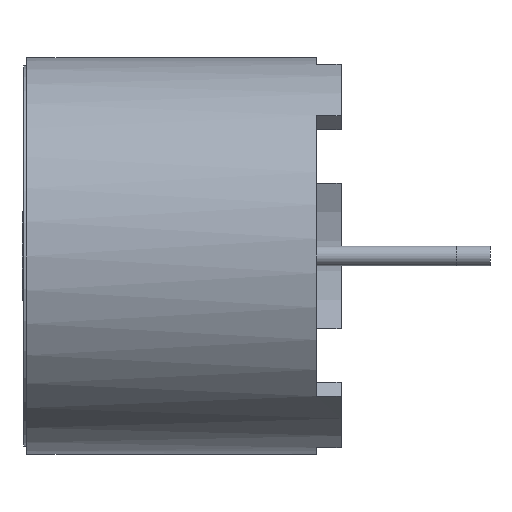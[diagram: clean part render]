
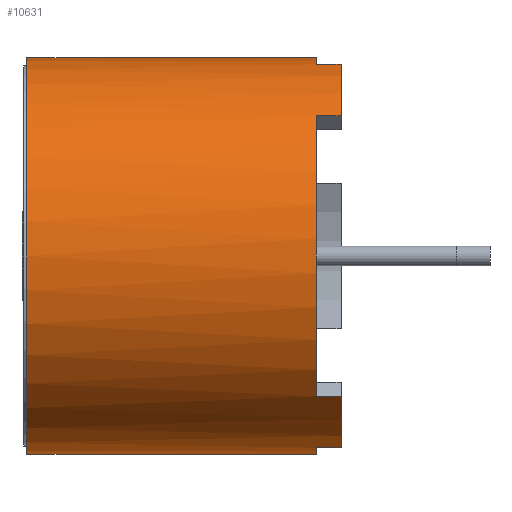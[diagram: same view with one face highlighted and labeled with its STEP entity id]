
A CAD part, left-side view. The second image highlights one B-rep face of the part: STEP entity #10631.
In plain terms, the highlighted cylindrical face has radius 6 mm (diameter 12 mm), a partial arc.
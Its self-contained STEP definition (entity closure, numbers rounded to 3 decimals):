
#437 = VERTEX_POINT ( 'NONE', #7906 ) ;
#1533 = VERTEX_POINT ( 'NONE', #4280 ) ;
#1837 = DIRECTION ( 'NONE',  ( 0., 0., -1. ) ) ;
#1923 = DIRECTION ( 'NONE',  ( 0., 1., 0. ) ) ;
#1976 = EDGE_CURVE ( 'NONE', #1533, #437, #4797, .T. ) ;
#2095 = AXIS2_PLACEMENT_3D ( 'NONE', #9451, #12155, #16362 ) ;
#2187 = LINE ( 'NONE', #3670, #6697 ) ;
#2241 = DIRECTION ( 'NONE',  ( 0., 0., -1. ) ) ;
#2648 = AXIS2_PLACEMENT_3D ( 'NONE', #3406, #1923, #1837 ) ;
#2726 = DIRECTION ( 'NONE',  ( 0., -1., 0. ) ) ;
#2806 = CARTESIAN_POINT ( 'NONE',  ( 0., 0.75, 6. ) ) ;
#3095 = LINE ( 'NONE', #8493, #15688 ) ;
#3214 = DIRECTION ( 'NONE',  ( 0., -1., 0. ) ) ;
#3242 = VERTEX_POINT ( 'NONE', #6116 ) ;
#3253 = CARTESIAN_POINT ( 'NONE',  ( -4.243, 9.5, 4.243 ) ) ;
#3406 = CARTESIAN_POINT ( 'NONE',  ( 0., 0., 0. ) ) ;
#3635 = ORIENTED_EDGE ( 'NONE', *, *, #16376, .T. ) ;
#3670 = CARTESIAN_POINT ( 'NONE',  ( -1.553, 9.5, 5.796 ) ) ;
#4024 = LINE ( 'NONE', #5504, #8269 ) ;
#4162 = EDGE_CURVE ( 'NONE', #10419, #18229, #9422, .T. ) ;
#4200 = ORIENTED_EDGE ( 'NONE', *, *, #13034, .T. ) ;
#4280 = CARTESIAN_POINT ( 'NONE',  ( 0., 9.5, -6. ) ) ;
#4797 = LINE ( 'NONE', #16364, #5948 ) ;
#5079 = ORIENTED_EDGE ( 'NONE', *, *, #17133, .T. ) ;
#5204 = DIRECTION ( 'NONE',  ( 0., -1., 0. ) ) ;
#5328 = AXIS2_PLACEMENT_3D ( 'NONE', #10903, #16592, #6523 ) ;
#5355 = CARTESIAN_POINT ( 'NONE',  ( -1.553, 0., 5.796 ) ) ;
#5491 = ORIENTED_EDGE ( 'NONE', *, *, #7557, .T. ) ;
#5504 = CARTESIAN_POINT ( 'NONE',  ( -1.553, 9.5, -5.796 ) ) ;
#5512 = ORIENTED_EDGE ( 'NONE', *, *, #10173, .T. ) ;
#5572 = EDGE_CURVE ( 'NONE', #6035, #10419, #4024, .T. ) ;
#5805 = LINE ( 'NONE', #11501, #11905 ) ;
#5948 = VECTOR ( 'NONE', #3214, 1000. ) ;
#6035 = VERTEX_POINT ( 'NONE', #12381 ) ;
#6116 = CARTESIAN_POINT ( 'NONE',  ( -4.243, 0.75, -4.243 ) ) ;
#6119 = ORIENTED_EDGE ( 'NONE', *, *, #8920, .T. ) ;
#6242 = CARTESIAN_POINT ( 'NONE',  ( -4.243, 0.75, 4.243 ) ) ;
#6354 = VERTEX_POINT ( 'NONE', #5355 ) ;
#6439 = CIRCLE ( 'NONE', #11212, 6. ) ;
#6508 = DIRECTION ( 'NONE',  ( 0., -1., 0. ) ) ;
#6523 = DIRECTION ( 'NONE',  ( 0., 0., -1. ) ) ;
#6697 = VECTOR ( 'NONE', #9354, 1000. ) ;
#6814 = DIRECTION ( 'NONE',  ( 0., 1., 0. ) ) ;
#6917 = DIRECTION ( 'NONE',  ( 0., 0., -1. ) ) ;
#6989 = DIRECTION ( 'NONE',  ( 0., 0., -1. ) ) ;
#7094 = CARTESIAN_POINT ( 'NONE',  ( -1.553, 0., -5.796 ) ) ;
#7402 = CIRCLE ( 'NONE', #10982, 6. ) ;
#7524 = ORIENTED_EDGE ( 'NONE', *, *, #13821, .F. ) ;
#7557 = EDGE_CURVE ( 'NONE', #10375, #1533, #9511, .T. ) ;
#7906 = CARTESIAN_POINT ( 'NONE',  ( 0., 0.75, -6. ) ) ;
#7938 = AXIS2_PLACEMENT_3D ( 'NONE', #13910, #14094, #6917 ) ;
#8269 = VECTOR ( 'NONE', #2726, 1000. ) ;
#8493 = CARTESIAN_POINT ( 'NONE',  ( 0., 9.5, 6. ) ) ;
#8915 = CARTESIAN_POINT ( 'NONE',  ( -4.243, 0., -4.243 ) ) ;
#8920 = EDGE_CURVE ( 'NONE', #6354, #10426, #2187, .T. ) ;
#9354 = DIRECTION ( 'NONE',  ( 0., 1., 0. ) ) ;
#9422 = CIRCLE ( 'NONE', #7938, 6. ) ;
#9451 = CARTESIAN_POINT ( 'NONE',  ( 0., 0.75, 0. ) ) ;
#9511 = CIRCLE ( 'NONE', #5328, 6. ) ;
#9644 = DIRECTION ( 'NONE',  ( 0., 1., 0. ) ) ;
#9656 = ORIENTED_EDGE ( 'NONE', *, *, #1976, .T. ) ;
#9702 = CARTESIAN_POINT ( 'NONE',  ( 0., 0.75, 0. ) ) ;
#9917 = EDGE_CURVE ( 'NONE', #17066, #10426, #10724, .T. ) ;
#10173 = EDGE_CURVE ( 'NONE', #18229, #3242, #5805, .T. ) ;
#10375 = VERTEX_POINT ( 'NONE', #13815 ) ;
#10419 = VERTEX_POINT ( 'NONE', #7094 ) ;
#10426 = VERTEX_POINT ( 'NONE', #12790 ) ;
#10631 = ADVANCED_FACE ( 'NONE', ( #14908 ), #10716, .T. ) ;
#10716 = CYLINDRICAL_SURFACE ( 'NONE', #10953, 6. ) ;
#10724 = CIRCLE ( 'NONE', #2095, 6. ) ;
#10754 = ORIENTED_EDGE ( 'NONE', *, *, #9917, .F. ) ;
#10862 = DIRECTION ( 'NONE',  ( 0., 0., -1. ) ) ;
#10903 = CARTESIAN_POINT ( 'NONE',  ( 0., 9.5, 0. ) ) ;
#10953 = AXIS2_PLACEMENT_3D ( 'NONE', #17979, #5204, #2241 ) ;
#10982 = AXIS2_PLACEMENT_3D ( 'NONE', #15338, #16923, #10862 ) ;
#11212 = AXIS2_PLACEMENT_3D ( 'NONE', #9702, #6814, #6989 ) ;
#11483 = DIRECTION ( 'NONE',  ( 0., -1., 0. ) ) ;
#11501 = CARTESIAN_POINT ( 'NONE',  ( -4.243, 9.5, -4.243 ) ) ;
#11905 = VECTOR ( 'NONE', #9644, 1000. ) ;
#12155 = DIRECTION ( 'NONE',  ( 0., -1., 0. ) ) ;
#12381 = CARTESIAN_POINT ( 'NONE',  ( -1.553, 0.75, -5.796 ) ) ;
#12790 = CARTESIAN_POINT ( 'NONE',  ( -1.553, 0.75, 5.796 ) ) ;
#12801 = ORIENTED_EDGE ( 'NONE', *, *, #5572, .T. ) ;
#13023 = EDGE_LOOP ( 'NONE', ( #7524, #5491, #9656, #3635, #12801, #14149, #5512, #4200, #5079, #13944, #6119, #10754 ) ) ;
#13034 = EDGE_CURVE ( 'NONE', #3242, #13872, #6439, .T. ) ;
#13606 = CARTESIAN_POINT ( 'NONE',  ( -4.243, 0., 4.243 ) ) ;
#13725 = VERTEX_POINT ( 'NONE', #13606 ) ;
#13815 = CARTESIAN_POINT ( 'NONE',  ( 0., 9.5, 6. ) ) ;
#13821 = EDGE_CURVE ( 'NONE', #10375, #17066, #3095, .T. ) ;
#13872 = VERTEX_POINT ( 'NONE', #6242 ) ;
#13910 = CARTESIAN_POINT ( 'NONE',  ( 0., 0., 0. ) ) ;
#13944 = ORIENTED_EDGE ( 'NONE', *, *, #16182, .T. ) ;
#14094 = DIRECTION ( 'NONE',  ( 0., 1., 0. ) ) ;
#14149 = ORIENTED_EDGE ( 'NONE', *, *, #4162, .T. ) ;
#14908 = FACE_OUTER_BOUND ( 'NONE', #13023, .T. ) ;
#15338 = CARTESIAN_POINT ( 'NONE',  ( 0., 0.75, 0. ) ) ;
#15688 = VECTOR ( 'NONE', #11483, 1000. ) ;
#15736 = CIRCLE ( 'NONE', #2648, 6. ) ;
#16027 = LINE ( 'NONE', #3253, #16648 ) ;
#16182 = EDGE_CURVE ( 'NONE', #13725, #6354, #15736, .T. ) ;
#16362 = DIRECTION ( 'NONE',  ( 0., 0., -1. ) ) ;
#16364 = CARTESIAN_POINT ( 'NONE',  ( 0., 9.5, -6. ) ) ;
#16376 = EDGE_CURVE ( 'NONE', #437, #6035, #7402, .T. ) ;
#16592 = DIRECTION ( 'NONE',  ( 0., -1., 0. ) ) ;
#16648 = VECTOR ( 'NONE', #6508, 1000. ) ;
#16923 = DIRECTION ( 'NONE',  ( 0., 1., 0. ) ) ;
#17066 = VERTEX_POINT ( 'NONE', #2806 ) ;
#17133 = EDGE_CURVE ( 'NONE', #13872, #13725, #16027, .T. ) ;
#17979 = CARTESIAN_POINT ( 'NONE',  ( 0., 9.5, 0. ) ) ;
#18229 = VERTEX_POINT ( 'NONE', #8915 ) ;
